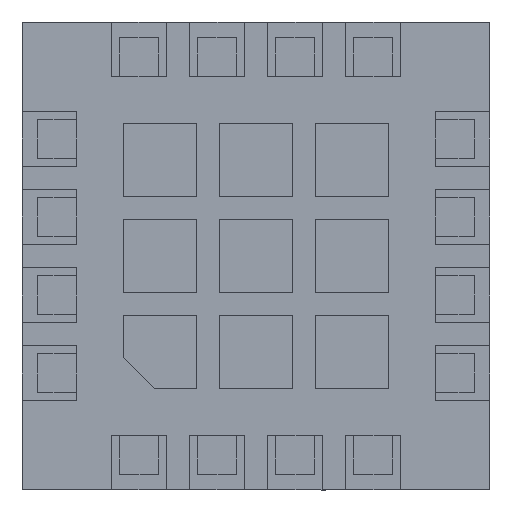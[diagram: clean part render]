
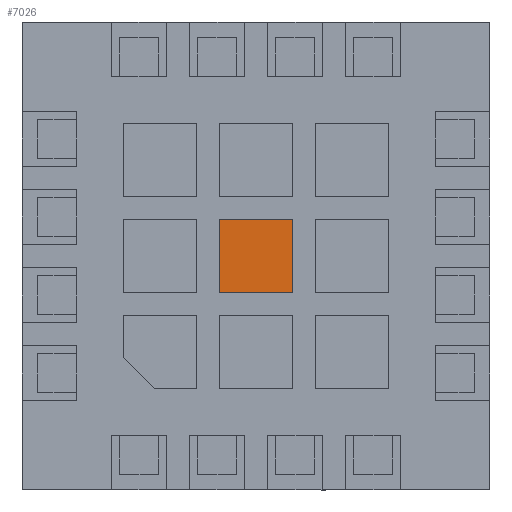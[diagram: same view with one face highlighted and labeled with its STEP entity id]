
A CAD part, front view. The second image highlights one B-rep face of the part: STEP entity #7026.
In plain terms, the highlighted planar face has unit normal (0, -1, 0).
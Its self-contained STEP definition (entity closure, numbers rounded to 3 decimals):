
#337 = CARTESIAN_POINT ( 'NONE',  ( 0.235, 0., 0.235 ) ) ;
#459 = DIRECTION ( 'NONE',  ( 0., 0., -1. ) ) ;
#1145 = VECTOR ( 'NONE', #1329, 1000. ) ;
#1245 = PLANE ( 'NONE',  #6005 ) ;
#1301 = LINE ( 'NONE', #337, #3315 ) ;
#1329 = DIRECTION ( 'NONE',  ( 1., 0., 0. ) ) ;
#1827 = CARTESIAN_POINT ( 'NONE',  ( 0., 0., 0. ) ) ;
#2062 = CARTESIAN_POINT ( 'NONE',  ( 0.235, 0., 0.235 ) ) ;
#2243 = CARTESIAN_POINT ( 'NONE',  ( -0.235, 0., 0.235 ) ) ;
#2292 = EDGE_CURVE ( 'NONE', #7227, #3809, #1301, .T. ) ;
#2407 = CARTESIAN_POINT ( 'NONE',  ( 0.235, 0., -0.235 ) ) ;
#2753 = LINE ( 'NONE', #4987, #1145 ) ;
#3050 = VECTOR ( 'NONE', #459, 1000. ) ;
#3122 = ORIENTED_EDGE ( 'NONE', *, *, #7895, .T. ) ;
#3315 = VECTOR ( 'NONE', #7142, 1000. ) ;
#3339 = LINE ( 'NONE', #2243, #3050 ) ;
#3346 = CARTESIAN_POINT ( 'NONE',  ( 0.235, 0., -0.235 ) ) ;
#3354 = VECTOR ( 'NONE', #7875, 1000. ) ;
#3456 = EDGE_CURVE ( 'NONE', #3809, #6092, #3339, .T. ) ;
#3458 = EDGE_LOOP ( 'NONE', ( #3482, #3122, #3711, #3989 ) ) ;
#3482 = ORIENTED_EDGE ( 'NONE', *, *, #3456, .T. ) ;
#3684 = DIRECTION ( 'NONE',  ( 0., -1., 0. ) ) ;
#3711 = ORIENTED_EDGE ( 'NONE', *, *, #6608, .T. ) ;
#3736 = DIRECTION ( 'NONE',  ( 0., 0., -1. ) ) ;
#3809 = VERTEX_POINT ( 'NONE', #5724 ) ;
#3989 = ORIENTED_EDGE ( 'NONE', *, *, #2292, .T. ) ;
#4987 = CARTESIAN_POINT ( 'NONE',  ( -0.235, 0., -0.235 ) ) ;
#5455 = VERTEX_POINT ( 'NONE', #3346 ) ;
#5724 = CARTESIAN_POINT ( 'NONE',  ( -0.235, 0., 0.235 ) ) ;
#5752 = LINE ( 'NONE', #2407, #3354 ) ;
#6005 = AXIS2_PLACEMENT_3D ( 'NONE', #1827, #3684, #3736 ) ;
#6092 = VERTEX_POINT ( 'NONE', #7701 ) ;
#6608 = EDGE_CURVE ( 'NONE', #5455, #7227, #5752, .T. ) ;
#7026 = ADVANCED_FACE ( 'NONE', ( #7583 ), #1245, .T. ) ;
#7142 = DIRECTION ( 'NONE',  ( -1., 0., 0. ) ) ;
#7227 = VERTEX_POINT ( 'NONE', #2062 ) ;
#7583 = FACE_OUTER_BOUND ( 'NONE', #3458, .T. ) ;
#7701 = CARTESIAN_POINT ( 'NONE',  ( -0.235, 0., -0.235 ) ) ;
#7875 = DIRECTION ( 'NONE',  ( 0., 0., 1. ) ) ;
#7895 = EDGE_CURVE ( 'NONE', #6092, #5455, #2753, .T. ) ;
